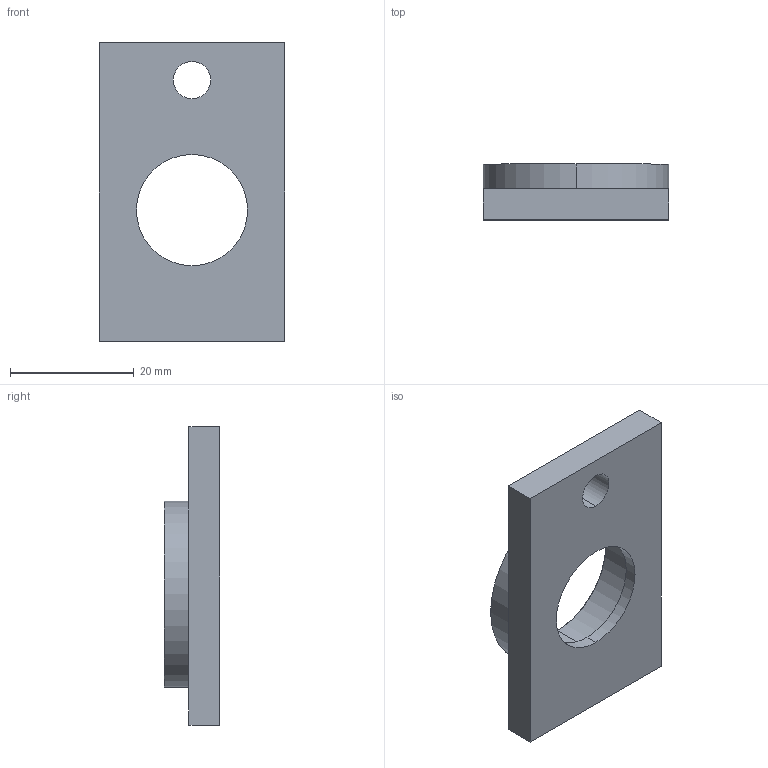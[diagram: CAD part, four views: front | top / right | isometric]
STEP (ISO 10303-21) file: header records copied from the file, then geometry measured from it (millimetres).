
FILE_DESCRIPTION (( 'USING AP203' ), '1' );
FILE_NAME ('z-rod-support-boot.STEP', '2024-07-05T14:50:03', ( '' ), ( '' ), '', '', '' );
FILE_SCHEMA (( 'CONFIG_CONTROL_DESIGN' ));
Length unit declared in the file: millimetre
Products named in the file (1): z-rod-support-boot
Bounding box: 30 x 9 x 48.15 mm (x, y, z)
Volume: 6750.5 mm3; surface area: 4162.6 mm2
Topology: 1 solids, 1 shells, 19 faces, 44 edges, 28 vertices
Faces by surface type: plane 9, cylinder 8, cone 2
Entity records: 631 total; most frequent: DIRECTION 104, CARTESIAN_POINT 92, ORIENTED_EDGE 88, EDGE_CURVE 44, AXIS2_PLACEMENT_3D 40, VERTEX_POINT 28, EDGE_LOOP 24, VECTOR 24
